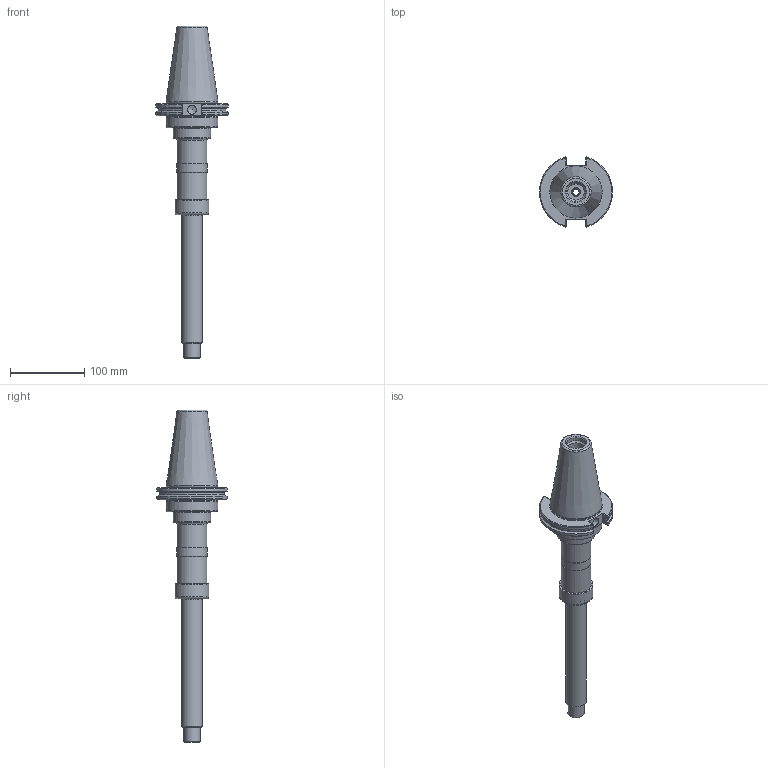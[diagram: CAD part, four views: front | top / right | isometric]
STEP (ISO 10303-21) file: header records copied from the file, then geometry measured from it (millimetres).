
FILE_DESCRIPTION(/* description */ (''),/* implementation_level */ '2;1');
FILE_NAME(/* name */ '885313181.stp',/* time_stamp */ '2021-07-27T14:38:47',/* author */ ('LRA'),/* organization */ ('REGO-FIX'),/* preprocessor_version */ ' Unknown',/* originating_system */ 'SIEMENS PLM Software Solid Edge ST10',/* authorization */ 'Unknown');
FILE_SCHEMA (('AUTOMOTIVE_DESIGN { 1 0 10303 214 2 1 1}'));
Length unit declared in the file: millimetre
Products named in the file (1): NOCUT
Bounding box: 98.08 x 94.39 x 446.7 mm (x, y, z)
Volume: 606784.4 mm3; surface area: 99334.1 mm2
Topology: 1 solids, 3 shells, 156 faces, 370 edges, 230 vertices
Faces by surface type: plane 43, cylinder 42, cone 41, torus 22, bspline 8
Full cylindrical faces by diameter (mm): 8.35 x1, 8.376 x1, 10 x1, 10.5 x1, 11.7 x1, 21.963 x1, 22 x1, 23.8 x1, 24.7 x1, 25 x1, 26.4 x1, 28 x1, 29 x1, 33 x1, 34 x1, 38.376 x1, 40 x2, 40.05 x1, 40.5 x1, 43.3 x1, 45.65 x1, 50.5 x1, 69.85 x1
Entity records: 5219 total; most frequent: CARTESIAN_POINT 894, DIRECTION 687, ORIENTED_EDGE 554, AXIS2_PLACEMENT_3D 307, EDGE_CURVE 277, FACE_BOUND 248, EDGE_LOOP 247, VERTEX_POINT 213
